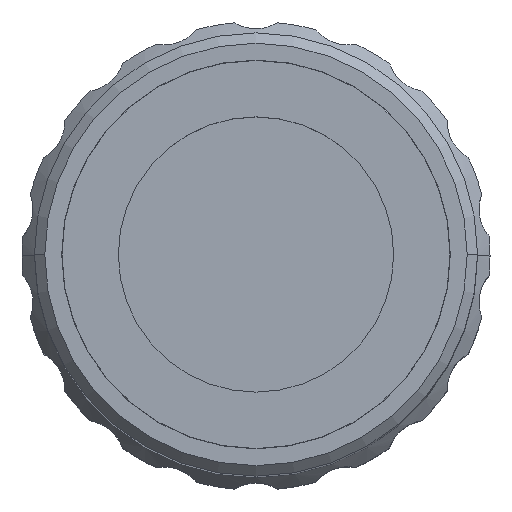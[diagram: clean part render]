
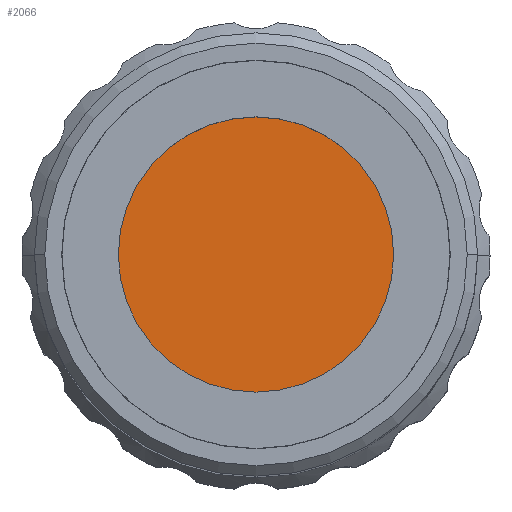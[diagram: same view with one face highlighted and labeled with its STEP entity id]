
A CAD part, top view. The second image highlights one B-rep face of the part: STEP entity #2066.
In plain terms, the highlighted planar face has unit normal (0, 0, 1).
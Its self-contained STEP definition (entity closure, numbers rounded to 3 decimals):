
#197 = VERTEX_POINT ( 'NONE', #1379 ) ;
#280 = DIRECTION ( 'NONE',  ( 0., 0., -1. ) ) ;
#485 = CARTESIAN_POINT ( 'NONE',  ( 0., 0., 94.754 ) ) ;
#525 = CARTESIAN_POINT ( 'NONE',  ( -10., 0., 94.754 ) ) ;
#552 = AXIS2_PLACEMENT_3D ( 'NONE', #485, #2542, #2330 ) ;
#718 = ORIENTED_EDGE ( 'NONE', *, *, #763, .T. ) ;
#720 = PLANE ( 'NONE',  #1060 ) ;
#763 = EDGE_CURVE ( 'NONE', #197, #2046, #1975, .T. ) ;
#819 = CIRCLE ( 'NONE', #552, 10. ) ;
#1060 = AXIS2_PLACEMENT_3D ( 'NONE', #2358, #280, #1951 ) ;
#1176 = EDGE_LOOP ( 'NONE', ( #718, #2260 ) ) ;
#1201 = DIRECTION ( 'NONE',  ( 1., 0., 0. ) ) ;
#1379 = CARTESIAN_POINT ( 'NONE',  ( 10., 0., 94.754 ) ) ;
#1536 = FACE_OUTER_BOUND ( 'NONE', #1176, .T. ) ;
#1778 = AXIS2_PLACEMENT_3D ( 'NONE', #2064, #2611, #1201 ) ;
#1951 = DIRECTION ( 'NONE',  ( -1., 0., 0. ) ) ;
#1975 = CIRCLE ( 'NONE', #1778, 10. ) ;
#2012 = EDGE_CURVE ( 'NONE', #2046, #197, #819, .T. ) ;
#2046 = VERTEX_POINT ( 'NONE', #525 ) ;
#2064 = CARTESIAN_POINT ( 'NONE',  ( 0., 0., 94.754 ) ) ;
#2066 = ADVANCED_FACE ( 'NONE', ( #1536 ), #720, .F. ) ;
#2260 = ORIENTED_EDGE ( 'NONE', *, *, #2012, .T. ) ;
#2330 = DIRECTION ( 'NONE',  ( 1., 0., 0. ) ) ;
#2358 = CARTESIAN_POINT ( 'NONE',  ( 0., 10., 94.754 ) ) ;
#2542 = DIRECTION ( 'NONE',  ( 0., 0., 1. ) ) ;
#2611 = DIRECTION ( 'NONE',  ( 0., 0., 1. ) ) ;
